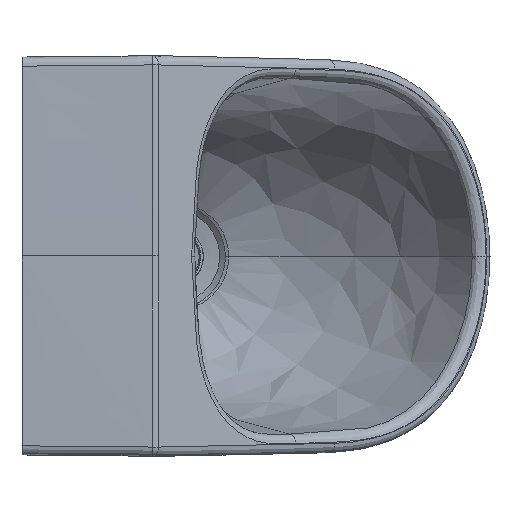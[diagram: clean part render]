
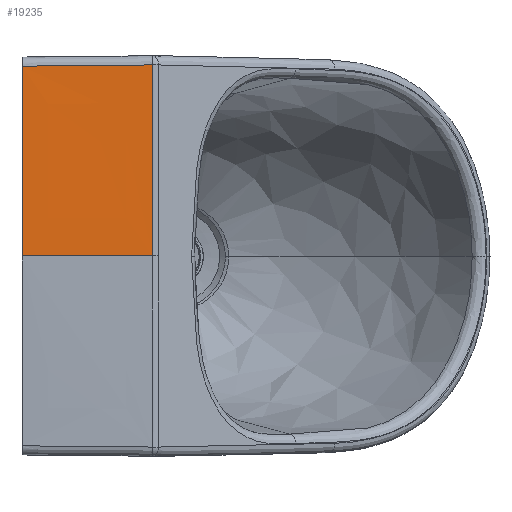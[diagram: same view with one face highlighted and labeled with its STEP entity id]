
A CAD part, top view. The second image highlights one B-rep face of the part: STEP entity #19235.
In plain terms, the highlighted free-form (B-spline) face has degree [5, 5] with [6, 6] control points.
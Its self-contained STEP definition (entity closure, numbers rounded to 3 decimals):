
#2706=CARTESIAN_POINT('',(97.532,0.,0.049));
#2707=VERTEX_POINT('',#2706);
#2721=CARTESIAN_POINT('',(0.,0.,2.));
#2722=VERTEX_POINT('',#2721);
#2723=CARTESIAN_POINT('',(0.,0.,2.));
#2724=CARTESIAN_POINT('',(32.511,0.,1.35));
#2725=CARTESIAN_POINT('',(65.021,0.,0.7));
#2726=CARTESIAN_POINT('',(97.532,0.,0.049));
#2727=B_SPLINE_CURVE_WITH_KNOTS('',3,(#2723,#2724,#2725,#2726),.UNSPECIFIED.,.F.,.U.,(4,4),(0.0,137.952),.UNSPECIFIED.);
#2728=EDGE_CURVE('',#2722,#2707,#2727,.T.);
#19064=CARTESIAN_POINT('',(0.,141.875,0.183));
#19065=VERTEX_POINT('',#19064);
#19066=CARTESIAN_POINT('',(97.46,142.779,0.005));
#19067=VERTEX_POINT('',#19066);
#19068=CARTESIAN_POINT('',(97.46,142.779,0.005));
#19069=CARTESIAN_POINT('',(95.915,142.751,0.008));
#19070=CARTESIAN_POINT('',(94.361,142.722,0.01));
#19071=CARTESIAN_POINT('',(92.798,142.693,0.013));
#19072=CARTESIAN_POINT('',(91.569,142.67,0.016));
#19073=CARTESIAN_POINT('',(90.599,142.652,0.018));
#19074=CARTESIAN_POINT('',(89.367,142.629,0.02));
#19075=CARTESIAN_POINT('',(88.223,142.608,0.022));
#19076=CARTESIAN_POINT('',(87.081,142.587,0.024));
#19077=CARTESIAN_POINT('',(85.94,142.566,0.026));
#19078=CARTESIAN_POINT('',(75.917,142.384,0.045));
#19079=CARTESIAN_POINT('',(65.97,142.218,0.065));
#19080=CARTESIAN_POINT('',(56.02,142.116,0.083));
#19081=CARTESIAN_POINT('',(53.793,142.093,0.088));
#19082=CARTESIAN_POINT('',(51.522,142.073,0.092));
#19083=CARTESIAN_POINT('',(49.306,142.056,0.096));
#19084=CARTESIAN_POINT('',(40.243,141.987,0.113));
#19085=CARTESIAN_POINT('',(31.31,141.975,0.129));
#19086=CARTESIAN_POINT('',(22.36,141.964,0.144));
#19087=CARTESIAN_POINT('',(15.543,141.955,0.156));
#19088=CARTESIAN_POINT('',(8.71,141.944,0.168));
#19089=CARTESIAN_POINT('',(1.842,141.891,0.18));
#19090=CARTESIAN_POINT('',(1.228,141.886,0.181));
#19091=CARTESIAN_POINT('',(0.614,141.881,0.182));
#19092=CARTESIAN_POINT('',(0.,141.875,0.183));
#19093=B_SPLINE_CURVE_WITH_KNOTS('',3,(#19068,#19069,#19070,#19071,#19072,#19073,#19074,#19075,#19076,#19077,#19078,#19079,#19080,#19081,#19082,#19083,#19084,#19085,#19086,#19087,#19088,#19089,#19090,#19091,#19092),.UNSPECIFIED.,.F.,.U.,(4,3,3,3,3,3,3,3,4),(115.299,122.019,127.308,132.221,175.379,185.038,224.542,254.634,257.323),.UNSPECIFIED.);
#19094=EDGE_CURVE('',#19065,#19067,#19093,.F.);
#19174=CARTESIAN_POINT('',(0.,0.,2.));
#19175=CARTESIAN_POINT('',(0.,28.38,2.));
#19176=CARTESIAN_POINT('',(0.,56.759,1.818));
#19177=CARTESIAN_POINT('',(0.,85.136,1.455));
#19178=CARTESIAN_POINT('',(0.,113.508,0.91));
#19179=CARTESIAN_POINT('',(0.,141.875,0.183));
#19180=CARTESIAN_POINT('',(19.506,0.,1.61));
#19181=CARTESIAN_POINT('',(19.506,28.421,1.61));
#19182=CARTESIAN_POINT('',(19.506,56.842,1.463));
#19183=CARTESIAN_POINT('',(19.506,85.261,1.172));
#19184=CARTESIAN_POINT('',(19.506,113.675,0.731));
#19185=CARTESIAN_POINT('',(19.506,142.085,0.147));
#19186=CARTESIAN_POINT('',(39.013,0.,1.22));
#19187=CARTESIAN_POINT('',(39.013,28.462,1.219));
#19188=CARTESIAN_POINT('',(39.013,56.925,1.11));
#19189=CARTESIAN_POINT('',(39.013,85.385,0.885));
#19190=CARTESIAN_POINT('',(39.013,113.842,0.557));
#19191=CARTESIAN_POINT('',(39.013,142.295,0.109));
#19192=CARTESIAN_POINT('',(58.519,0.,0.83));
#19193=CARTESIAN_POINT('',(58.519,28.504,0.83));
#19194=CARTESIAN_POINT('',(58.519,57.007,0.754));
#19195=CARTESIAN_POINT('',(58.519,85.51,0.604));
#19196=CARTESIAN_POINT('',(58.519,114.009,0.376));
#19197=CARTESIAN_POINT('',(58.519,142.506,0.075));
#19198=CARTESIAN_POINT('',(78.025,0.,0.439));
#19199=CARTESIAN_POINT('',(78.025,28.545,0.439));
#19200=CARTESIAN_POINT('',(78.025,57.09,0.399));
#19201=CARTESIAN_POINT('',(78.025,85.634,0.32));
#19202=CARTESIAN_POINT('',(78.025,114.176,0.199));
#19203=CARTESIAN_POINT('',(78.025,142.716,0.04));
#19204=CARTESIAN_POINT('',(97.532,0.,0.049));
#19205=CARTESIAN_POINT('',(97.532,28.586,0.049));
#19206=CARTESIAN_POINT('',(97.532,57.173,0.045));
#19207=CARTESIAN_POINT('',(97.532,85.759,0.036));
#19208=CARTESIAN_POINT('',(97.532,114.342,0.022));
#19209=CARTESIAN_POINT('',(97.532,142.926,0.004));
#19210=B_SPLINE_SURFACE_WITH_KNOTS('',5,5,((#19174,#19180,#19186,#19192,#19198,#19204),(#19175,#19181,#19187,#19193,#19199,#19205),(#19176,#19182,#19188,#19194,#19200,#19206),(#19177,#19183,#19189,#19195,#19201,#19207),(#19178,#19184,#19190,#19196,#19202,#19208),(#19179,#19185,#19191,#19197,#19203,#19209)),.UNSPECIFIED.,.F.,.F.,.U.,(6,6),(6,6),(149.435,291.849),(0.0,97.542),.UNSPECIFIED.);
#19211=ORIENTED_EDGE('',*,*,#19094,.F.);
#19212=CARTESIAN_POINT('',(0.,0.,2.));
#19213=CARTESIAN_POINT('',(0.,47.299,2.));
#19214=CARTESIAN_POINT('',(0.,94.597,1.394));
#19215=CARTESIAN_POINT('',(0.,141.875,0.183));
#19216=B_SPLINE_CURVE_WITH_KNOTS('',3,(#19212,#19213,#19214,#19215),.UNSPECIFIED.,.F.,.U.,(4,4),(0.,201.031),.UNSPECIFIED.);
#19217=EDGE_CURVE('',#2722,#19065,#19216,.T.);
#19218=ORIENTED_EDGE('',*,*,#19217,.F.);
#19219=ORIENTED_EDGE('',*,*,#2728,.T.);
#19220=CARTESIAN_POINT('',(97.46,142.779,0.005));
#19221=CARTESIAN_POINT('',(97.466,136.82,0.008));
#19222=CARTESIAN_POINT('',(97.471,130.718,0.012));
#19223=CARTESIAN_POINT('',(97.477,124.45,0.016));
#19224=CARTESIAN_POINT('',(97.479,122.316,0.017));
#19225=CARTESIAN_POINT('',(97.481,120.167,0.018));
#19226=CARTESIAN_POINT('',(97.482,118.017,0.019));
#19227=CARTESIAN_POINT('',(97.515,78.68,0.04));
#19228=CARTESIAN_POINT('',(97.532,39.34,0.049));
#19229=CARTESIAN_POINT('',(97.532,0.,0.049));
#19230=B_SPLINE_CURVE_WITH_KNOTS('',3,(#19220,#19221,#19222,#19223,#19224,#19225,#19226,#19227,#19228,#19229),.UNSPECIFIED.,.F.,.U.,(4,3,3,4),(61.057,87.804,96.909,263.509),.UNSPECIFIED.);
#19231=EDGE_CURVE('',#19067,#2707,#19230,.T.);
#19232=ORIENTED_EDGE('',*,*,#19231,.F.);
#19233=EDGE_LOOP('',(#19211,#19218,#19219,#19232));
#19234=FACE_OUTER_BOUND('',#19233,.T.);
#19235=ADVANCED_FACE('',(#19234),#19210,.F.);
